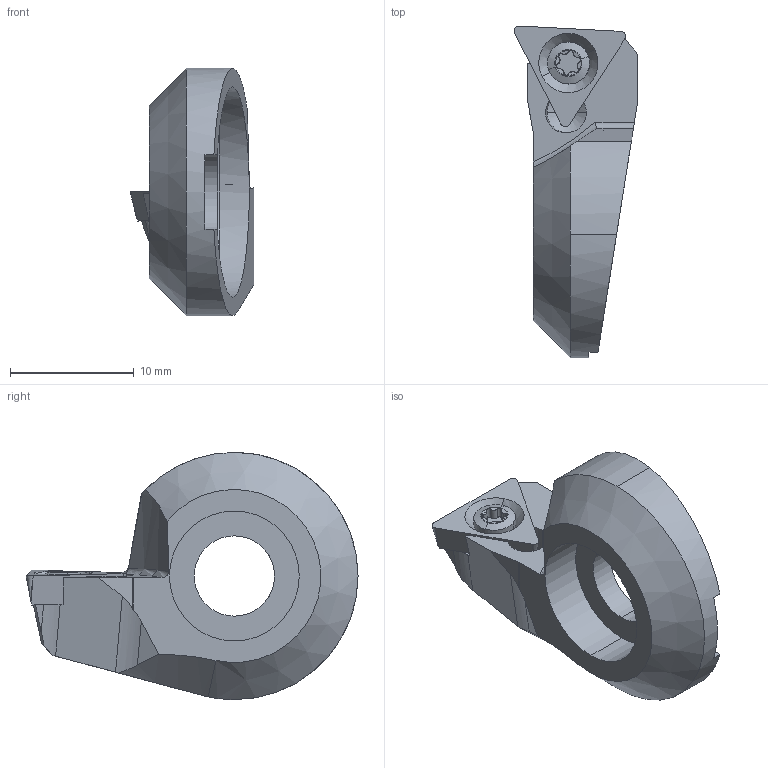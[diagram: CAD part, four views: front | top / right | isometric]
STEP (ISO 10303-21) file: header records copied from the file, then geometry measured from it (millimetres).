
FILE_DESCRIPTION (( 'STEP AP214' ), '1' );
FILE_NAME ('C16.017.040.T09.STEP', '2017-09-04T15:15:53', ( 'SWIAdmin' ), ( 'Hewlett-Packard Company' ), 'SwSTEP 2.0', 'SolidWorks 2017', '' );
FILE_SCHEMA (( 'AUTOMOTIVE_DESIGN' ));
Length unit declared in the file: millimetre
Products named in the file (4): C16.017.040.T09; F32-WTH.001.007_A_fertigbearbeitet; WCA-ER2.001.006_A; TPGH090204
Assembly tree (3 placements, depth 2):
  C16.017.040.T09
    F32-WTH.001.007_A_fertigbearbeitet
    WCA-ER2.001.006_A
    TPGH090204
Bounding box: 10 x 26.85 x 20 mm (x, y, z)
Volume: 1534.1 mm3; surface area: 1538.8 mm2
Topology: 3 solids, 3 shells, 102 faces, 273 edges, 172 vertices
Faces by surface type: cylinder 41, plane 33, cone 17, torus 8, sphere 2, bspline 1
Entity records: 3459 total; most frequent: CARTESIAN_POINT 804, ORIENTED_EDGE 536, DIRECTION 510, EDGE_CURVE 268, AXIS2_PLACEMENT_3D 194, VERTEX_POINT 172, VECTOR 122, LINE 122
